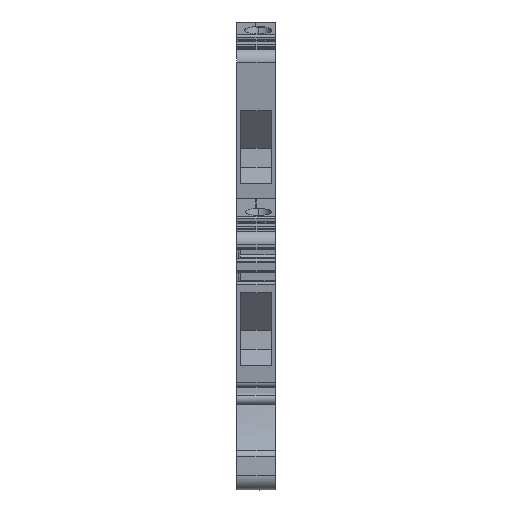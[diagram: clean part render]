
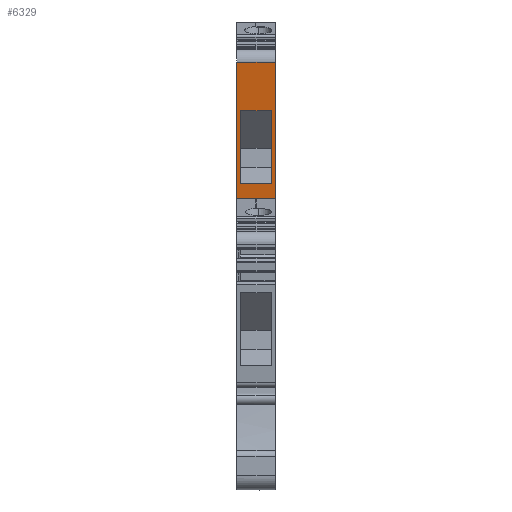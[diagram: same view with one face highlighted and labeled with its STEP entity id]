
A CAD part, front view. The second image highlights one B-rep face of the part: STEP entity #6329.
In plain terms, the highlighted planar face has unit normal (0, -0.985, -0.173).
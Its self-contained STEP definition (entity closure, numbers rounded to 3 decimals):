
#6266=AXIS2_PLACEMENT_3D('Plane Axis2P3D',#6263,#6264,#6265) ;
#914=CARTESIAN_POINT('Vertex',(5.1,14.,56.877)) ;
#917=CARTESIAN_POINT('Line Origine',(5.1,15.595,47.818)) ;
#921=CARTESIAN_POINT('Vertex',(5.1,17.189,38.76)) ;
#3784=CARTESIAN_POINT('Vertex',(0.,17.191,38.75)) ;
#3787=CARTESIAN_POINT('Line Origine',(0.,15.596,47.813)) ;
#3791=CARTESIAN_POINT('Vertex',(0.,14.,56.877)) ;
#6249=CARTESIAN_POINT('Line Origine',(2.55,14.,56.877)) ;
#6263=CARTESIAN_POINT('Axis2P3D Location',(0.,14.,56.877)) ;
#6268=CARTESIAN_POINT('Line Origine',(1.275,17.191,38.75)) ;
#6272=CARTESIAN_POINT('Vertex',(2.55,17.191,38.75)) ;
#6275=CARTESIAN_POINT('Line Origine',(2.55,17.191,38.755)) ;
#6279=CARTESIAN_POINT('Vertex',(2.55,17.189,38.76)) ;
#6282=CARTESIAN_POINT('Line Origine',(3.825,17.19,38.76)) ;
#6295=CARTESIAN_POINT('Line Origine',(2.55,15.129,50.465)) ;
#6299=CARTESIAN_POINT('Vertex',(4.575,15.129,50.465)) ;
#6301=CARTESIAN_POINT('Vertex',(0.525,15.129,50.465)) ;
#6304=CARTESIAN_POINT('Line Origine',(4.575,15.984,45.605)) ;
#6308=CARTESIAN_POINT('Vertex',(4.575,16.84,40.746)) ;
#6311=CARTESIAN_POINT('Line Origine',(2.55,16.84,40.746)) ;
#6315=CARTESIAN_POINT('Vertex',(0.525,16.84,40.746)) ;
#6318=CARTESIAN_POINT('Line Origine',(0.525,15.984,45.605)) ;
#918=DIRECTION('Vector Direction',(0.,0.173,-0.985)) ;
#3788=DIRECTION('Vector Direction',(0.,0.173,-0.985)) ;
#6250=DIRECTION('Vector Direction',(1.,0.,0.)) ;
#6264=DIRECTION('Axis2P3D Direction',(0.,-0.985,-0.173)) ;
#6265=DIRECTION('Axis2P3D XDirection',(0.,0.173,-0.985)) ;
#6269=DIRECTION('Vector Direction',(1.,0.,0.)) ;
#6276=DIRECTION('Vector Direction',(0.,0.173,-0.985)) ;
#6283=DIRECTION('Vector Direction',(-1.,0.,0.)) ;
#6296=DIRECTION('Vector Direction',(-1.,0.,0.)) ;
#6305=DIRECTION('Vector Direction',(0.,0.173,-0.985)) ;
#6312=DIRECTION('Vector Direction',(-1.,0.,0.)) ;
#6319=DIRECTION('Vector Direction',(0.,0.173,-0.985)) ;
#919=VECTOR('Line Direction',#918,1.) ;
#3789=VECTOR('Line Direction',#3788,1.) ;
#6251=VECTOR('Line Direction',#6250,1.) ;
#6270=VECTOR('Line Direction',#6269,1.) ;
#6277=VECTOR('Line Direction',#6276,1.) ;
#6284=VECTOR('Line Direction',#6283,1.) ;
#6297=VECTOR('Line Direction',#6296,1.) ;
#6306=VECTOR('Line Direction',#6305,1.) ;
#6313=VECTOR('Line Direction',#6312,1.) ;
#6320=VECTOR('Line Direction',#6319,1.) ;
#6288=ORIENTED_EDGE('',*,*,#923,.F.) ;
#6289=ORIENTED_EDGE('',*,*,#6253,.F.) ;
#6290=ORIENTED_EDGE('',*,*,#3793,.T.) ;
#6291=ORIENTED_EDGE('',*,*,#6274,.T.) ;
#6292=ORIENTED_EDGE('',*,*,#6281,.F.) ;
#6293=ORIENTED_EDGE('',*,*,#6286,.F.) ;
#6324=ORIENTED_EDGE('',*,*,#6303,.F.) ;
#6325=ORIENTED_EDGE('',*,*,#6310,.T.) ;
#6326=ORIENTED_EDGE('',*,*,#6317,.T.) ;
#6327=ORIENTED_EDGE('',*,*,#6322,.F.) ;
#6328=FACE_BOUND('',#6323,.T.) ;
#6329=ADVANCED_FACE('KLTR',(#6294,#6328),#6267,.T.) ;
#923=EDGE_CURVE('',#915,#922,#920,.T.) ;
#3793=EDGE_CURVE('',#3792,#3785,#3790,.T.) ;
#6253=EDGE_CURVE('',#3792,#915,#6252,.T.) ;
#6274=EDGE_CURVE('',#3785,#6273,#6271,.T.) ;
#6281=EDGE_CURVE('',#6280,#6273,#6278,.T.) ;
#6286=EDGE_CURVE('',#922,#6280,#6285,.T.) ;
#6303=EDGE_CURVE('',#6300,#6302,#6298,.T.) ;
#6310=EDGE_CURVE('',#6300,#6309,#6307,.T.) ;
#6317=EDGE_CURVE('',#6309,#6316,#6314,.T.) ;
#6322=EDGE_CURVE('',#6302,#6316,#6321,.T.) ;
#6287=EDGE_LOOP('',(#6288,#6289,#6290,#6291,#6292,#6293)) ;
#6323=EDGE_LOOP('',(#6324,#6325,#6326,#6327)) ;
#6294=FACE_OUTER_BOUND('',#6287,.T.) ;
#920=LINE('Line',#917,#919) ;
#3790=LINE('Line',#3787,#3789) ;
#6252=LINE('Line',#6249,#6251) ;
#6271=LINE('Line',#6268,#6270) ;
#6278=LINE('Line',#6275,#6277) ;
#6285=LINE('Line',#6282,#6284) ;
#6298=LINE('Line',#6295,#6297) ;
#6307=LINE('Line',#6304,#6306) ;
#6314=LINE('Line',#6311,#6313) ;
#6321=LINE('Line',#6318,#6320) ;
#6267=PLANE('',#6266) ;
#915=VERTEX_POINT('',#914) ;
#922=VERTEX_POINT('',#921) ;
#3785=VERTEX_POINT('',#3784) ;
#3792=VERTEX_POINT('',#3791) ;
#6273=VERTEX_POINT('',#6272) ;
#6280=VERTEX_POINT('',#6279) ;
#6300=VERTEX_POINT('',#6299) ;
#6302=VERTEX_POINT('',#6301) ;
#6309=VERTEX_POINT('',#6308) ;
#6316=VERTEX_POINT('',#6315) ;
